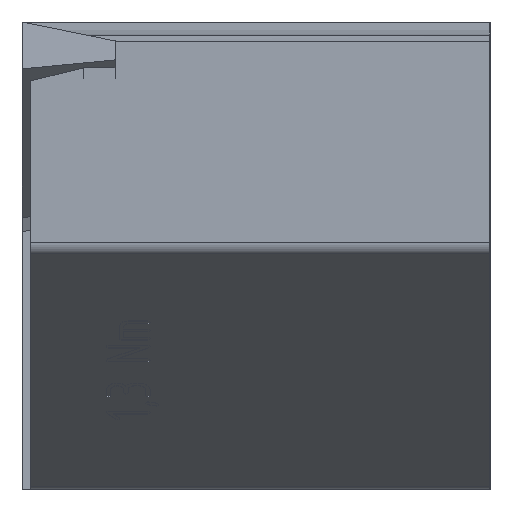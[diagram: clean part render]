
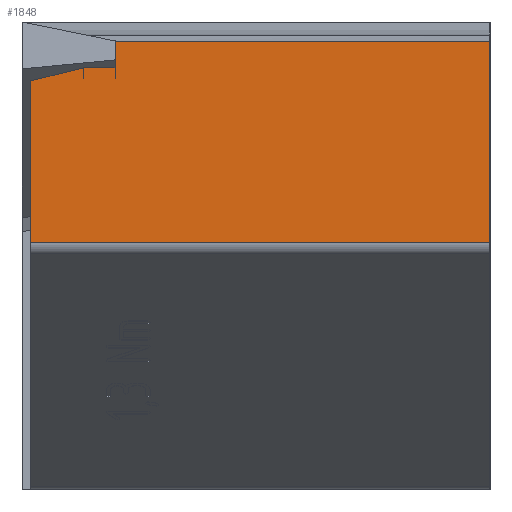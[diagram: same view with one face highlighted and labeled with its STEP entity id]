
A CAD part, left-side view. The second image highlights one B-rep face of the part: STEP entity #1848.
In plain terms, the highlighted planar face has unit normal (-1, 0, -0.018).
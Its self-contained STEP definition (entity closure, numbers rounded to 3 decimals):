
#35 = VECTOR ( 'NONE', #3203, 1000. ) ;
#161 = CARTESIAN_POINT ( 'NONE',  ( 0.011, -3.18, -1.296 ) ) ;
#165 = ORIENTED_EDGE ( 'NONE', *, *, #994, .T. ) ;
#188 = VERTEX_POINT ( 'NONE', #2835 ) ;
#233 = CARTESIAN_POINT ( 'NONE',  ( 0.12, 161.413, -7.539 ) ) ;
#235 = CARTESIAN_POINT ( 'NONE',  ( 0.12, -0.3, -7.539 ) ) ;
#302 = CARTESIAN_POINT ( 'NONE',  ( 0.016, -3.18, -1.566 ) ) ;
#308 = VERTEX_POINT ( 'NONE', #302 ) ;
#359 = CARTESIAN_POINT ( 'NONE',  ( 0.03, 1.11, -2.368 ) ) ;
#385 = DIRECTION ( 'NONE',  ( 0.017, 0., -1. ) ) ;
#504 = LINE ( 'NONE', #359, #1675 ) ;
#601 = VECTOR ( 'NONE', #4524, 1000. ) ;
#651 = ORIENTED_EDGE ( 'NONE', *, *, #2633, .F. ) ;
#784 = VECTOR ( 'NONE', #1353, 1000. ) ;
#820 = CARTESIAN_POINT ( 'NONE',  ( 0.124, -0.3, -7.777 ) ) ;
#870 = ORIENTED_EDGE ( 'NONE', *, *, #4173, .F. ) ;
#994 = EDGE_CURVE ( 'Defeature ausgef�hrt1_13+Defeature ausgef�hrt1_27+Defeature ausgef�hrt1_4+Defeature ausgef�hrt1_25', #2189, #308, #3165, .T. ) ;
#1019 = ORIENTED_EDGE ( 'NONE', *, *, #4953, .T. ) ;
#1045 = CARTESIAN_POINT ( 'NONE',  ( 0.12, -16., -7.539 ) ) ;
#1109 = VECTOR ( 'NONE', #4992, 1000. ) ;
#1165 = VECTOR ( 'NONE', #385, 1000. ) ;
#1171 = FACE_OUTER_BOUND ( 'NONE', #2405, .T. ) ;
#1242 = ORIENTED_EDGE ( 'NONE', *, *, #3441, .F. ) ;
#1353 = DIRECTION ( 'NONE',  ( 0., -1., 0. ) ) ;
#1399 = DIRECTION ( 'NONE',  ( 0.017, 0., -1. ) ) ;
#1675 = VECTOR ( 'NONE', #5105, 1000. ) ;
#1848 = ADVANCED_FACE ( 'Defeature ausgef�hrt1_13', ( #1171 ), #1861, .F. ) ;
#1861 = PLANE ( 'NONE',  #2374 ) ;
#1995 = CARTESIAN_POINT ( 'NONE',  ( 0.108, -3.18, -6.822 ) ) ;
#2081 = VERTEX_POINT ( 'NONE', #1045 ) ;
#2114 = CARTESIAN_POINT ( 'NONE',  ( -0.012, -16., 0.011 ) ) ;
#2136 = CARTESIAN_POINT ( 'NONE',  ( 0., 161.413, -0.652 ) ) ;
#2149 = LINE ( 'NONE', #3737, #1109 ) ;
#2189 = VERTEX_POINT ( 'NONE', #161 ) ;
#2197 = LINE ( 'NONE', #233, #3271 ) ;
#2209 = CARTESIAN_POINT ( 'NONE',  ( 0.124, 161.413, -7.777 ) ) ;
#2334 = VECTOR ( 'NONE', #1399, 1000. ) ;
#2371 = EDGE_CURVE ( 'Defeature ausgef�hrt1_30+Defeature ausgef�hrt1_13+Defeature ausgef�hrt1_3+Defeature ausgef�hrt1_22', #3467, #4991, #2885, .T. ) ;
#2374 = AXIS2_PLACEMENT_3D ( 'NONE', #2209, #4617, #4675 ) ;
#2405 = EDGE_LOOP ( 'NONE', ( #651, #3494, #3040, #4068, #1019, #165, #870, #1242 ) ) ;
#2439 = VERTEX_POINT ( 'NONE', #235 ) ;
#2605 = DIRECTION ( 'NONE',  ( 0., -1., 0. ) ) ;
#2633 = EDGE_CURVE ( 'Defeature ausgef�hrt1_108+Defeature ausgef�hrt1_13+Defeature ausgef�hrt1_17+Defeature ausgef�hrt1_1', #2439, #4534, #3090, .T. ) ;
#2835 = CARTESIAN_POINT ( 'NONE',  ( 0.016, -2.099, -1.566 ) ) ;
#2842 = LINE ( 'NONE', #2114, #601 ) ;
#2885 = LINE ( 'NONE', #2136, #784 ) ;
#2927 = CARTESIAN_POINT ( 'NONE',  ( 0.024, -0.3, -2.016 ) ) ;
#3040 = ORIENTED_EDGE ( 'NONE', *, *, #4275, .T. ) ;
#3090 = LINE ( 'NONE', #820, #35 ) ;
#3165 = LINE ( 'NONE', #1995, #1165 ) ;
#3203 = DIRECTION ( 'NONE',  ( -0.017, 0., 1. ) ) ;
#3271 = VECTOR ( 'NONE', #2605, 1000. ) ;
#3402 = CARTESIAN_POINT ( 'NONE',  ( 0.108, -3.18, -6.822 ) ) ;
#3441 = EDGE_CURVE ( 'Defeature ausgef�hrt1_1+Defeature ausgef�hrt1_13+Defeature ausgef�hrt1_108+Defeature ausgef�hrt1_25', #4534, #188, #504, .T. ) ;
#3467 = VERTEX_POINT ( 'NONE', #3890 ) ;
#3494 = ORIENTED_EDGE ( 'NONE', *, *, #4975, .T. ) ;
#3737 = CARTESIAN_POINT ( 'NONE',  ( 0.016, -3.18, -1.566 ) ) ;
#3890 = CARTESIAN_POINT ( 'NONE',  ( 0., -3.18, -0.652 ) ) ;
#4068 = ORIENTED_EDGE ( 'NONE', *, *, #2371, .F. ) ;
#4173 = EDGE_CURVE ( 'Defeature ausgef�hrt1_25+Defeature ausgef�hrt1_13+Defeature ausgef�hrt1_1+Defeature ausgef�hrt1_27', #188, #308, #2149, .T. ) ;
#4275 = EDGE_CURVE ( 'Defeature ausgef�hrt1_13+Defeature ausgef�hrt1_22+Defeature ausgef�hrt1_17+Defeature ausgef�hrt1_30', #2081, #4991, #2842, .T. ) ;
#4524 = DIRECTION ( 'NONE',  ( -0.017, 0., 1. ) ) ;
#4534 = VERTEX_POINT ( 'NONE', #2927 ) ;
#4617 = DIRECTION ( 'NONE',  ( 1., 0., 0.017 ) ) ;
#4629 = CARTESIAN_POINT ( 'NONE',  ( 0., -16., -0.652 ) ) ;
#4675 = DIRECTION ( 'NONE',  ( 0.017, 0., -1. ) ) ;
#4909 = LINE ( 'NONE', #3402, #2334 ) ;
#4953 = EDGE_CURVE ( 'Defeature ausgef�hrt1_13+Defeature ausgef�hrt1_4+Defeature ausgef�hrt1_30+Defeature ausgef�hrt1_27', #3467, #2189, #4909, .T. ) ;
#4975 = EDGE_CURVE ( 'Defeature ausgef�hrt1_13+Defeature ausgef�hrt1_17+Defeature ausgef�hrt1_108+Defeature ausgef�hrt1_22', #2439, #2081, #2197, .T. ) ;
#4991 = VERTEX_POINT ( 'NONE', #4629 ) ;
#4992 = DIRECTION ( 'NONE',  ( 0., -1., 0. ) ) ;
#5105 = DIRECTION ( 'NONE',  ( -0.004, -0.97, 0.243 ) ) ;
